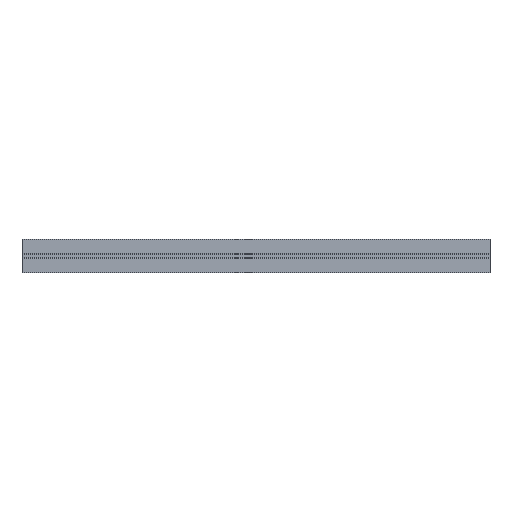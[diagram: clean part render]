
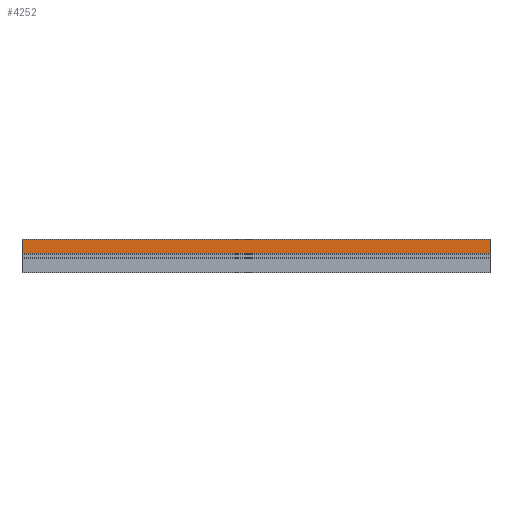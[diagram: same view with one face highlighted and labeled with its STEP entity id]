
A CAD part, left-side view. The second image highlights one B-rep face of the part: STEP entity #4252.
In plain terms, the highlighted planar face has unit normal (-1, 0, 0).
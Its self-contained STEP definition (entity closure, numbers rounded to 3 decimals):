
#516=FACE_OUTER_BOUND('',#734,.T.);
#734=EDGE_LOOP('',(#3251,#3252,#3253,#3254));
#1074=LINE('',#6914,#1482);
#1075=LINE('',#6917,#1483);
#1076=LINE('',#6919,#1484);
#1077=LINE('',#6920,#1485);
#1482=VECTOR('',#5606,1000.);
#1483=VECTOR('',#5609,30.2);
#1484=VECTOR('',#5610,30.2);
#1485=VECTOR('',#5611,1000.);
#1909=VERTEX_POINT('',#6910);
#1910=VERTEX_POINT('',#6912);
#1911=VERTEX_POINT('',#6916);
#1912=VERTEX_POINT('',#6918);
#2472=EDGE_CURVE('',#1909,#1910,#1074,.T.);
#2473=EDGE_CURVE('',#1911,#1909,#1075,.T.);
#2474=EDGE_CURVE('',#1912,#1910,#1076,.T.);
#2475=EDGE_CURVE('',#1911,#1912,#1077,.T.);
#3251=ORIENTED_EDGE('',*,*,#2473,.T.);
#3252=ORIENTED_EDGE('',*,*,#2472,.T.);
#3253=ORIENTED_EDGE('',*,*,#2474,.F.);
#3254=ORIENTED_EDGE('',*,*,#2475,.F.);
#4079=PLANE('',#4622);
#4252=ADVANCED_FACE('',(#516),#4079,.T.);
#4622=AXIS2_PLACEMENT_3D('',#6915,#5607,#5608);
#5606=DIRECTION('',(0.,1.,0.));
#5607=DIRECTION('center_axis',(-1.,0.,0.));
#5608=DIRECTION('ref_axis',(0.,0.,1.));
#5609=DIRECTION('',(0.,0.,1.));
#5610=DIRECTION('',(0.,0.,1.));
#5611=DIRECTION('',(0.,1.,0.));
#6910=CARTESIAN_POINT('',(-20.,0.,35.7));
#6912=CARTESIAN_POINT('',(-20.,1000.,35.7));
#6914=CARTESIAN_POINT('',(-20.,0.,35.7));
#6915=CARTESIAN_POINT('Origin',(-20.,0.,5.5));
#6916=CARTESIAN_POINT('',(-20.,0.,5.5));
#6917=CARTESIAN_POINT('',(-20.,0.,5.5));
#6918=CARTESIAN_POINT('',(-20.,1000.,5.5));
#6919=CARTESIAN_POINT('',(-20.,1000.,5.5));
#6920=CARTESIAN_POINT('',(-20.,0.,5.5));
